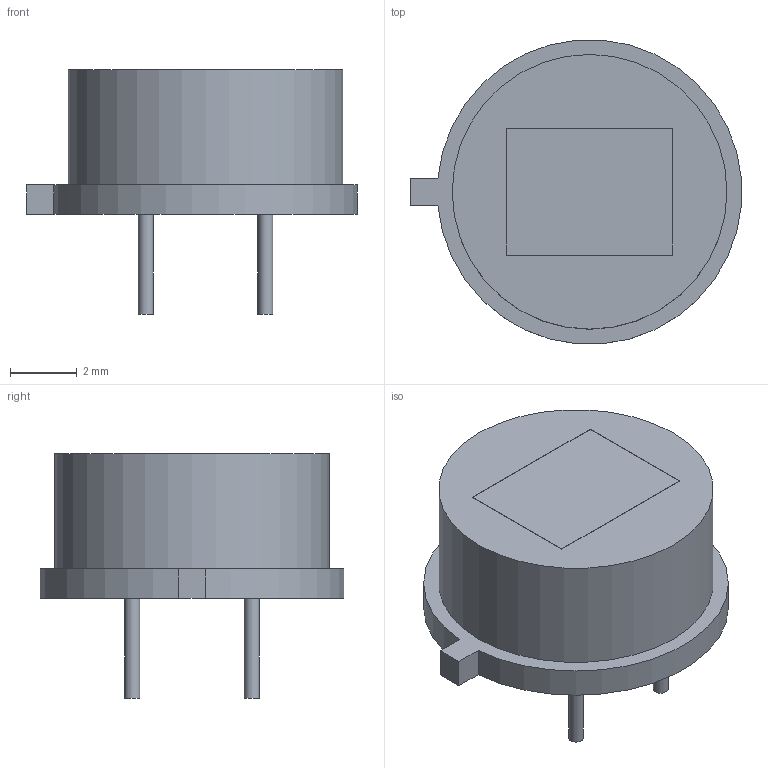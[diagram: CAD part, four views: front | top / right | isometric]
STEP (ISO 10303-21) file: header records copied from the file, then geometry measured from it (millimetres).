
FILE_DESCRIPTION(('STEP AP214'), '1');
FILE_NAME('d203b - to-5', '2015-07-06T14:51:09', ('Karimov'), (''), 'ASCON STEP Converter 1.3', 'ASCON Math Kernel', '');
FILE_SCHEMA(('AUTOMOTIVE_DESIGN { 1 0 10303 214 3 1 1}'));
Length unit declared in the file: millimetre
Bounding box: 9.93 x 9.12 x 7.35 mm (x, y, z)
Volume: 245.3 mm3; surface area: 262.4 mm2
Topology: 1 solids, 1 shells, 19 faces, 36 edges, 24 vertices
Faces by surface type: plane 14, cylinder 5
Full cylindrical faces by diameter (mm): 0.45 x3, 8.25 x1
Entity records: 656 total; most frequent: DIRECTION 82, CARTESIAN_POINT 76, ORIENTED_EDGE 64, EDGE_CURVE 32, AXIS2_PLACEMENT_3D 30, EDGE_LOOP 28, VERTEX_POINT 24, LINE 22
